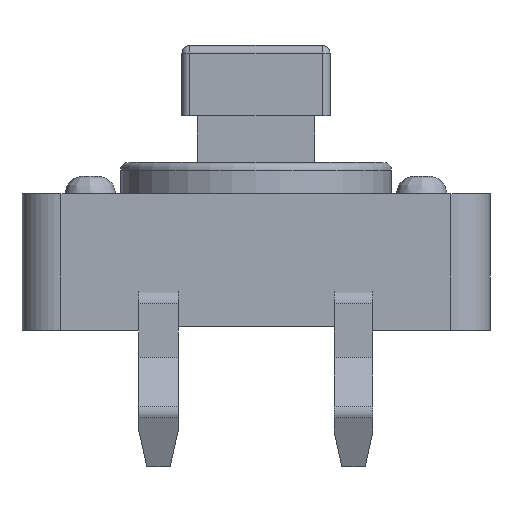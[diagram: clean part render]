
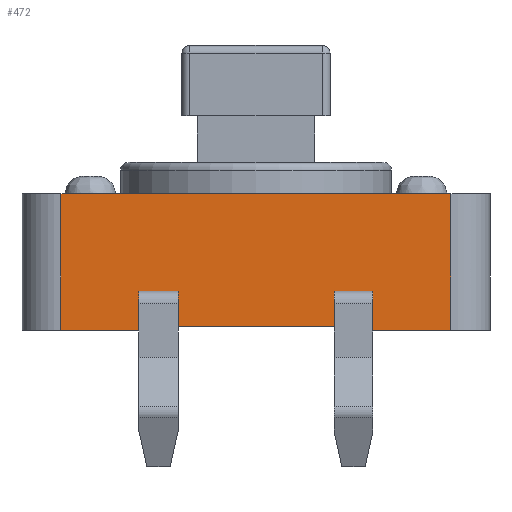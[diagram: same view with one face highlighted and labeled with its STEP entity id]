
A CAD part, left-side view. The second image highlights one B-rep face of the part: STEP entity #472.
In plain terms, the highlighted planar face has unit normal (-1, 0, 0).
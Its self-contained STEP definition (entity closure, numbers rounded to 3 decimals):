
#472 = ADVANCED_FACE( '', ( #1021 ), #1022, .F. );
#1021 = FACE_OUTER_BOUND( '', #1769, .T. );
#1022 = PLANE( '', #1770 );
#1769 = EDGE_LOOP( '', ( #3075, #3076, #3077, #3078, #3079, #3080, #3081, #3082 ) );
#1770 = AXIS2_PLACEMENT_3D( '', #3083, #3084, #3085 );
#3075 = ORIENTED_EDGE( '', *, *, #3825, .F. );
#3076 = ORIENTED_EDGE( '', *, *, #3890, .T. );
#3077 = ORIENTED_EDGE( '', *, *, #4141, .T. );
#3078 = ORIENTED_EDGE( '', *, *, #3954, .T. );
#3079 = ORIENTED_EDGE( '', *, *, #4123, .F. );
#3080 = ORIENTED_EDGE( '', *, *, #4162, .T. );
#3081 = ORIENTED_EDGE( '', *, *, #4163, .T. );
#3082 = ORIENTED_EDGE( '', *, *, #4164, .F. );
#3083 = CARTESIAN_POINT( '', ( -6., 6., 3.5 ) );
#3084 = DIRECTION( '', ( 1., 0., 0. ) );
#3085 = DIRECTION( '', ( 0., 0., -1. ) );
#3825 = EDGE_CURVE( '', #4619, #4621, #4622, .T. );
#3890 = EDGE_CURVE( '', #4619, #4728, #4730, .T. );
#3954 = EDGE_CURVE( '', #4825, #4822, #4826, .F. );
#4123 = EDGE_CURVE( '', #5058, #4822, #5060, .T. );
#4141 = EDGE_CURVE( '', #4728, #4825, #5081, .T. );
#4162 = EDGE_CURVE( '', #5058, #5108, #5109, .T. );
#4163 = EDGE_CURVE( '', #5108, #5110, #5111, .T. );
#4164 = EDGE_CURVE( '', #4621, #5110, #5112, .T. );
#4619 = VERTEX_POINT( '', #5696 );
#4621 = VERTEX_POINT( '', #5699 );
#4622 = LINE( '', #5700, #5701 );
#4728 = VERTEX_POINT( '', #5847 );
#4730 = LINE( '', #5850, #5851 );
#4822 = VERTEX_POINT( '', #5971 );
#4825 = VERTEX_POINT( '', #5974 );
#4826 = LINE( '', #5975, #5976 );
#5058 = VERTEX_POINT( '', #6296 );
#5060 = LINE( '', #6298, #6299 );
#5081 = LINE( '', #6327, #6328 );
#5108 = VERTEX_POINT( '', #6366 );
#5109 = LINE( '', #6367, #6368 );
#5110 = VERTEX_POINT( '', #6369 );
#5111 = LINE( '', #6370, #6371 );
#5112 = LINE( '', #6372, #6373 );
#5696 = CARTESIAN_POINT( '', ( -6., -2.5, 0.1 ) );
#5699 = CARTESIAN_POINT( '', ( -6., 2.5, 0.1 ) );
#5700 = CARTESIAN_POINT( '', ( -6., -2.5, 0.1 ) );
#5701 = VECTOR( '', #6783, 1000. );
#5847 = CARTESIAN_POINT( '', ( -6., -2.5, 0. ) );
#5850 = CARTESIAN_POINT( '', ( -6., -2.5, 0.1 ) );
#5851 = VECTOR( '', #6867, 1000. );
#5971 = CARTESIAN_POINT( '', ( -6., -5., 3.5 ) );
#5974 = CARTESIAN_POINT( '', ( -6., -5., 0. ) );
#5975 = CARTESIAN_POINT( '', ( -6., -5., 3.5 ) );
#5976 = VECTOR( '', #6944, 1000. );
#6296 = CARTESIAN_POINT( '', ( -6., 5., 3.5 ) );
#6298 = CARTESIAN_POINT( '', ( -6., 6., 3.5 ) );
#6299 = VECTOR( '', #7144, 1000. );
#6327 = CARTESIAN_POINT( '', ( -6., 6., 0. ) );
#6328 = VECTOR( '', #7161, 1000. );
#6366 = CARTESIAN_POINT( '', ( -6., 5., 0. ) );
#6367 = CARTESIAN_POINT( '', ( -6., 5., 3.5 ) );
#6368 = VECTOR( '', #7176, 1000. );
#6369 = CARTESIAN_POINT( '', ( -6., 2.5, 0. ) );
#6370 = CARTESIAN_POINT( '', ( -6., 6., 0. ) );
#6371 = VECTOR( '', #7177, 1000. );
#6372 = CARTESIAN_POINT( '', ( -6., 2.5, 0.1 ) );
#6373 = VECTOR( '', #7178, 1000. );
#6783 = DIRECTION( '', ( 0., 1., 0. ) );
#6867 = DIRECTION( '', ( 0., 0., -1. ) );
#6944 = DIRECTION( '', ( 0., 0., -1. ) );
#7144 = DIRECTION( '', ( 0., -1., 0. ) );
#7161 = DIRECTION( '', ( 0., -1., 0. ) );
#7176 = DIRECTION( '', ( 0., 0., -1. ) );
#7177 = DIRECTION( '', ( 0., -1., 0. ) );
#7178 = DIRECTION( '', ( 0., 0., -1. ) );
